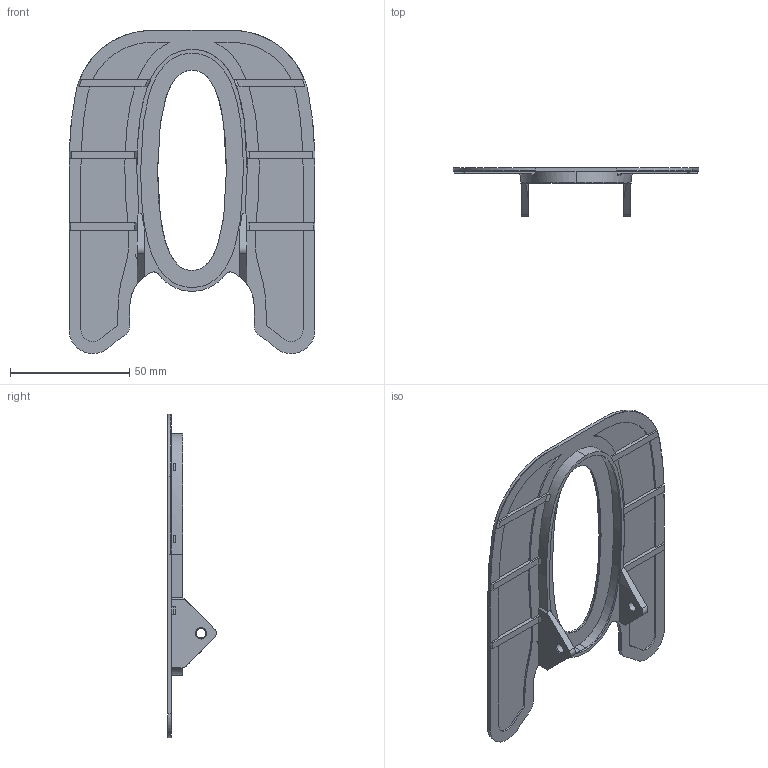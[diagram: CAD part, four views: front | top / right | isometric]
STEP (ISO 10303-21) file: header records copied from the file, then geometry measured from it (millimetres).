
FILE_DESCRIPTION(/* description */ (''),/* implementation_level */ '2;1');
FILE_NAME(/* name */ 'Perch.step',/* time_stamp */ '2017-10-27T11:30:45+02:00',/* author */ (''),/* organization */ (''),/* preprocessor_version */ 'ST-DEVELOPER v16.13',/* originating_system */ 'Autodesk Translation Framework v6.5.0.72',/* authorisation */ '');
FILE_SCHEMA (('AUTOMOTIVE_DESIGN { 1 0 10303 214 3 1 1 }'));
Length unit declared in the file: millimetre
Products named in the file (1): Perch
Bounding box: 103 x 20.36 x 135.31 mm (x, y, z)
Volume: 15193.8 mm3; surface area: 24753.1 mm2
Topology: 1 solids, 1 shells, 177 faces, 519 edges, 346 vertices
Faces by surface type: bspline 83, plane 76, cylinder 16, cone 2
Full cylindrical faces by diameter (mm): 4 x2
Entity records: 8704 total; most frequent: CARTESIAN_POINT 4675, ORIENTED_EDGE 1038, EDGE_CURVE 519, DIRECTION 489, VERTEX_POINT 346, B_SPLINE_CURVE_WITH_KNOTS 252, LINE 227, VECTOR 227
